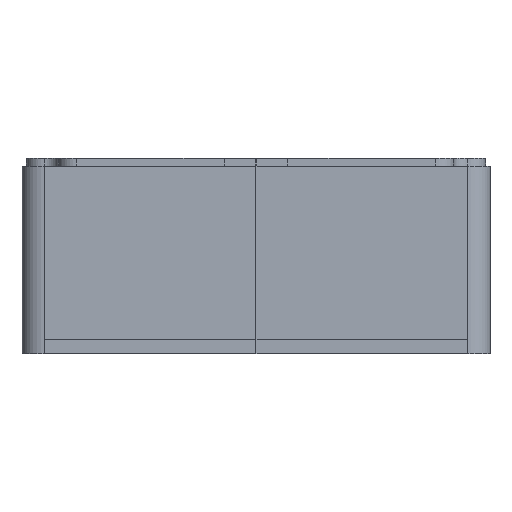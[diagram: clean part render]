
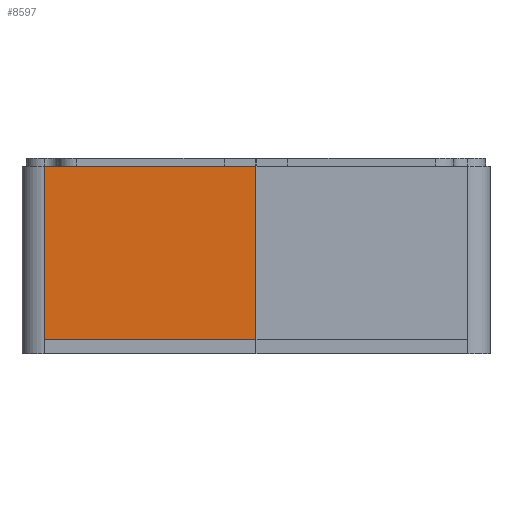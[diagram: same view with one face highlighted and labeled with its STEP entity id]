
A CAD part, left-side view. The second image highlights one B-rep face of the part: STEP entity #8597.
In plain terms, the highlighted planar face has unit normal (-1, 0, 0).
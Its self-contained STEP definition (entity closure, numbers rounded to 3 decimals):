
#7828 = VERTEX_POINT('',#7829);
#7829 = CARTESIAN_POINT('',(-90.,0.,40.));
#7835 = EDGE_CURVE('',#7828,#7836,#7838,.T.);
#7836 = VERTEX_POINT('',#7837);
#7837 = CARTESIAN_POINT('',(-90.,45.2,40.));
#7838 = LINE('',#7839,#7840);
#7839 = CARTESIAN_POINT('',(-90.,0.,40.));
#7840 = VECTOR('',#7841,1.);
#7841 = DIRECTION('',(0.,1.,0.));
#8597 = ADVANCED_FACE('',(#8598),#8623,.T.);
#8598 = FACE_BOUND('',#8599,.F.);
#8599 = EDGE_LOOP('',(#8600,#8608,#8616,#8622));
#8600 = ORIENTED_EDGE('',*,*,#8601,.F.);
#8601 = EDGE_CURVE('',#8602,#7828,#8604,.T.);
#8602 = VERTEX_POINT('',#8603);
#8603 = CARTESIAN_POINT('',(-90.,0.,3.));
#8604 = LINE('',#8605,#8606);
#8605 = CARTESIAN_POINT('',(-90.,0.,0.));
#8606 = VECTOR('',#8607,1.);
#8607 = DIRECTION('',(0.,0.,1.));
#8608 = ORIENTED_EDGE('',*,*,#8609,.T.);
#8609 = EDGE_CURVE('',#8602,#8610,#8612,.T.);
#8610 = VERTEX_POINT('',#8611);
#8611 = CARTESIAN_POINT('',(-90.,45.2,3.));
#8612 = LINE('',#8613,#8614);
#8613 = CARTESIAN_POINT('',(-90.,0.,3.));
#8614 = VECTOR('',#8615,1.);
#8615 = DIRECTION('',(0.,1.,0.));
#8616 = ORIENTED_EDGE('',*,*,#8617,.T.);
#8617 = EDGE_CURVE('',#8610,#7836,#8618,.T.);
#8618 = LINE('',#8619,#8620);
#8619 = CARTESIAN_POINT('',(-90.,45.2,0.));
#8620 = VECTOR('',#8621,1.);
#8621 = DIRECTION('',(0.,0.,1.));
#8622 = ORIENTED_EDGE('',*,*,#7835,.F.);
#8623 = PLANE('',#8624);
#8624 = AXIS2_PLACEMENT_3D('',#8625,#8626,#8627);
#8625 = CARTESIAN_POINT('',(-90.,0.,0.));
#8626 = DIRECTION('',(-1.,-0.,-0.));
#8627 = DIRECTION('',(0.,0.,-1.));
